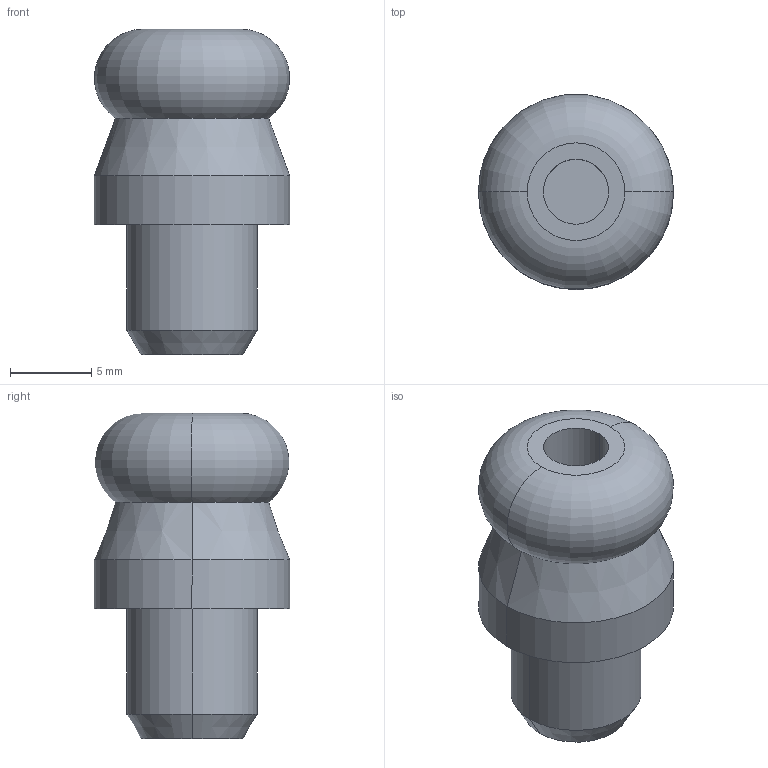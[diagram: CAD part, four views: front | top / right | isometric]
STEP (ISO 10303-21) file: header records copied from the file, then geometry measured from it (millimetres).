
FILE_DESCRIPTION (( 'STEP AP203' ), '1' );
FILE_NAME ('bj791-12001.STEP', '2021-10-25T00:28:39', ( '' ), ( '' ), 'SwSTEP 2.0', 'SolidWorks 2020', '' );
FILE_SCHEMA (( 'CONFIG_CONTROL_DESIGN' ));
Length unit declared in the file: millimetre
Products named in the file (1): bj791-12001
Bounding box: 12 x 12 x 20 mm (x, y, z)
Volume: 1465.8 mm3; surface area: 910.7 mm2
Topology: 1 solids, 1 shells, 16 faces, 30 edges, 18 vertices
Faces by surface type: cylinder 6, cone 4, plane 4, torus 2
Entity records: 483 total; most frequent: DIRECTION 84, CARTESIAN_POINT 65, ORIENTED_EDGE 60, AXIS2_PLACEMENT_3D 37, EDGE_CURVE 30, CIRCLE 20, VERTEX_POINT 18, EDGE_LOOP 18
